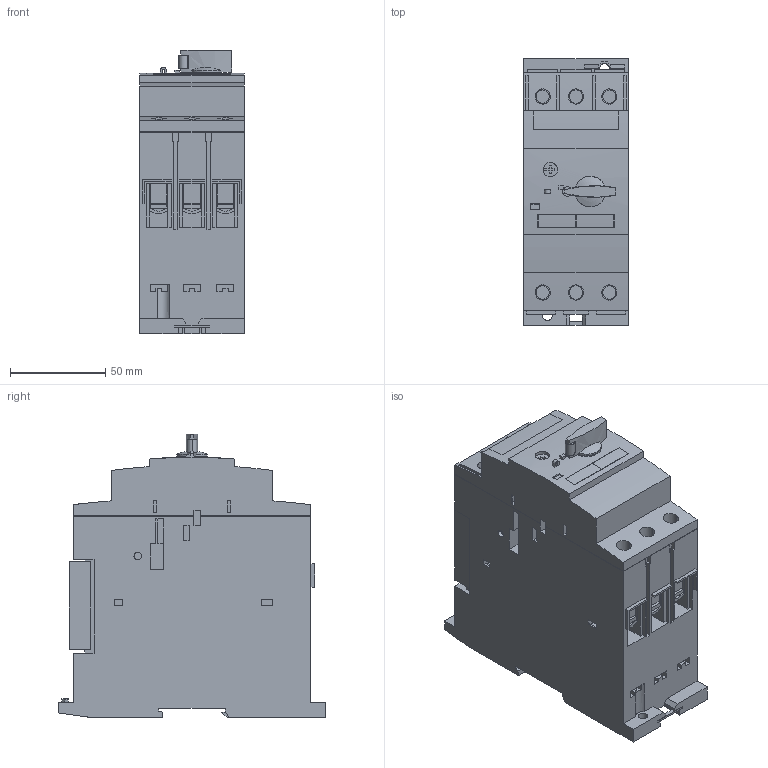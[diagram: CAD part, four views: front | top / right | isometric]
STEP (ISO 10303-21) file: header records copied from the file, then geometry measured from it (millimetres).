
FILE_DESCRIPTION (( 'STEP AP214' ), '1' );
FILE_NAME ('OMRON-J7MN_50_25.step', '2010-07-19T09:25:59', ( 'SysAdmin' ), ( 'SolidWorks' ), 'SwSTEP 2.0', 'SolidWorks 2010', '' );
FILE_SCHEMA (( 'AUTOMOTIVE_DESIGN' ));
Length unit declared in the file: millimetre
Products named in the file (7): OMRON-J7MN_50_25_J7MN_50_25_SWITCH; OMRON-J7MN_50_25_J7MN_50_25_COVER; OMRON-J7MN_50_25_J7MN_50_25_BASE; OMRON-J7MN_50_25_J7MN_50_25_SWITCH_LOCK; OMRON-J7MN_50_25_J7MN_50_25_SLIDER; OMRON-J7MN_50_25
Assembly tree (6 placements, depth 3):
  OMRON-J7MN_50_25
    OMRON-J7MN_50_25_J7MN_50_25_BASE
    OMRON-J7MN_50_25_J7MN_50_25_COVER
    OMRON-J7MN_50_25_J7MN_50_25_SLIDER
    OMRON-J7MN_50_25_J7MN_50_25_SWITCH
      OMRON-J7MN_50_25_J7MN_50_25_SWITCH
      OMRON-J7MN_50_25_J7MN_50_25_SWITCH_LOCK
Bounding box: 55 x 140 x 149 mm (x, y, z)
Volume: 830229.8 mm3; surface area: 96894 mm2
Topology: 5 solids, 5 shells, 699 faces, 1897 edges, 1254 vertices
Faces by surface type: plane 622, cylinder 75, torus 2
Entity records: 25354 total; most frequent: CARTESIAN_POINT 4450, ORIENTED_EDGE 3794, DIRECTION 3453, EDGE_CURVE 1897, VECTOR 1711, LINE 1711, VERTEX_POINT 1254, AXIS2_PLACEMENT_3D 871
